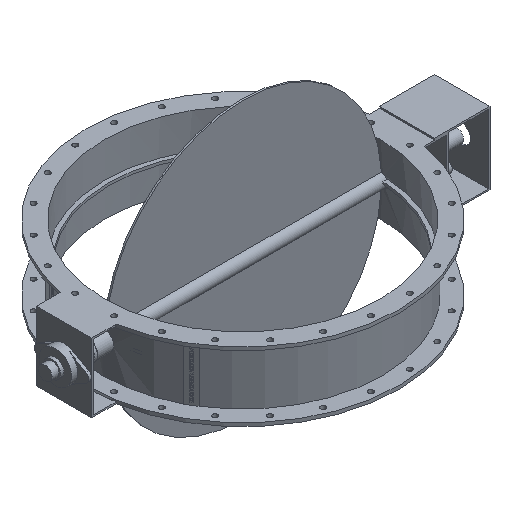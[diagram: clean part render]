
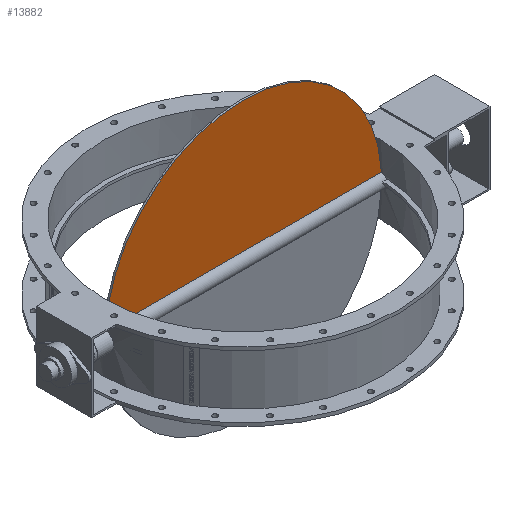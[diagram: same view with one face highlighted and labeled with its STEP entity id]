
A CAD part, isometric view. The second image highlights one B-rep face of the part: STEP entity #13882.
In plain terms, the highlighted planar face has unit normal (0, -1, 0).
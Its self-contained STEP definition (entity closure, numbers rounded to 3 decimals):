
#164=CIRCLE('',#14502,500.);
#873=PLANE('',#14501);
#1490=FACE_OUTER_BOUND('',#2307,.T.);
#2307=EDGE_LOOP('',(#11833,#11834));
#3676=LINE('',#23712,#5033);
#5033=VECTOR('',#16848,10.);
#6646=VERTEX_POINT('',#23710);
#6647=VERTEX_POINT('',#23711);
#8423=EDGE_CURVE('',#6646,#6647,#3676,.T.);
#8424=EDGE_CURVE('',#6646,#6647,#164,.T.);
#11833=ORIENTED_EDGE('',*,*,#8423,.F.);
#11834=ORIENTED_EDGE('',*,*,#8424,.T.);
#13882=ADVANCED_FACE('',(#1490),#873,.T.);
#14501=AXIS2_PLACEMENT_3D('',#23709,#16846,#16847);
#14502=AXIS2_PLACEMENT_3D('',#23713,#16849,#16850);
#16846=DIRECTION('center_axis',(0.,-1.,0.));
#16847=DIRECTION('ref_axis',(0.,0.,-1.));
#16848=DIRECTION('',(-1.,0.,0.));
#16849=DIRECTION('center_axis',(0.,-1.,0.));
#16850=DIRECTION('ref_axis',(1.,0.,0.));
#23709=CARTESIAN_POINT('Origin',(0.,-3.,0.));
#23710=CARTESIAN_POINT('',(499.384,-3.,24.819));
#23711=CARTESIAN_POINT('',(-499.384,-3.,24.819));
#23712=CARTESIAN_POINT('',(712.,-3.,24.819));
#23713=CARTESIAN_POINT('Origin',(0.,-3.,0.));
